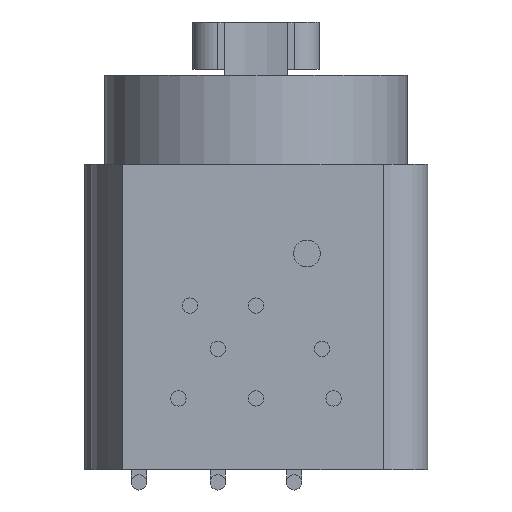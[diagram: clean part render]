
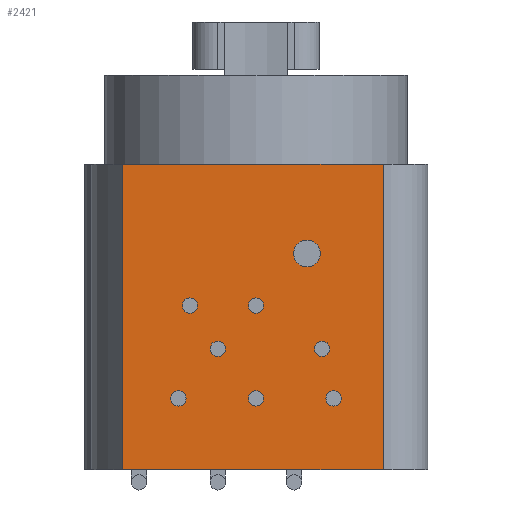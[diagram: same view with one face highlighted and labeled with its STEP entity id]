
A CAD part, front view. The second image highlights one B-rep face of the part: STEP entity #2421.
In plain terms, the highlighted planar face has unit normal (0, -1, 0).
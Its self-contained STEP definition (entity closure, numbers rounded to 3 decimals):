
#116 = CARTESIAN_POINT ( 'NONE',  ( 10., -15., 0. ) ) ;
#212 = CARTESIAN_POINT ( 'NONE',  ( -10.5, -15., 0. ) ) ;
#256 = VECTOR ( 'NONE', #2470, 1000. ) ;
#263 = EDGE_CURVE ( 'NONE', #1143, #1534, #2739, .T. ) ;
#309 = CARTESIAN_POINT ( 'NONE',  ( -10.5, -15., -24. ) ) ;
#348 = AXIS2_PLACEMENT_3D ( 'NONE', #481, #1726, #2496 ) ;
#397 = VECTOR ( 'NONE', #527, 1000. ) ;
#437 = ORIENTED_EDGE ( 'NONE', *, *, #263, .T. ) ;
#458 = CIRCLE ( 'NONE', #348, 1.05 ) ;
#481 = CARTESIAN_POINT ( 'NONE',  ( 4., -15., -7. ) ) ;
#527 = DIRECTION ( 'NONE',  ( 0., 0., -1. ) ) ;
#616 = DIRECTION ( 'NONE',  ( 1., 0., 0. ) ) ;
#659 = AXIS2_PLACEMENT_3D ( 'NONE', #1703, #1447, #2448 ) ;
#725 = CARTESIAN_POINT ( 'NONE',  ( 10., -15., 0. ) ) ;
#735 = CARTESIAN_POINT ( 'NONE',  ( 2.95, -15., -7. ) ) ;
#1043 = CARTESIAN_POINT ( 'NONE',  ( -2.4, -15., -24. ) ) ;
#1046 = FACE_OUTER_BOUND ( 'NONE', #2019, .T. ) ;
#1090 = VERTEX_POINT ( 'NONE', #2772 ) ;
#1143 = VERTEX_POINT ( 'NONE', #309 ) ;
#1153 = CARTESIAN_POINT ( 'NONE',  ( 10., -15., -24. ) ) ;
#1172 = LINE ( 'NONE', #212, #256 ) ;
#1179 = CIRCLE ( 'NONE', #659, 1.05 ) ;
#1241 = EDGE_LOOP ( 'NONE', ( #2886, #1418 ) ) ;
#1272 = EDGE_CURVE ( 'NONE', #2420, #1534, #1281, .T. ) ;
#1273 = CARTESIAN_POINT ( 'NONE',  ( 5.05, -15., -7. ) ) ;
#1281 = LINE ( 'NONE', #725, #397 ) ;
#1293 = DIRECTION ( 'NONE',  ( 0., -1., 0. ) ) ;
#1345 = CARTESIAN_POINT ( 'NONE',  ( -3.6, -15., -25. ) ) ;
#1397 = EDGE_CURVE ( 'NONE', #2911, #2297, #1179, .T. ) ;
#1418 = ORIENTED_EDGE ( 'NONE', *, *, #1397, .F. ) ;
#1447 = DIRECTION ( 'NONE',  ( 0., -1., 0. ) ) ;
#1511 = DIRECTION ( 'NONE',  ( 1., 0., 0. ) ) ;
#1534 = VERTEX_POINT ( 'NONE', #1153 ) ;
#1564 = PLANE ( 'NONE',  #2716 ) ;
#1703 = CARTESIAN_POINT ( 'NONE',  ( 4., -15., -7. ) ) ;
#1726 = DIRECTION ( 'NONE',  ( 0., -1., 0. ) ) ;
#1835 = FACE_BOUND ( 'NONE', #1241, .T. ) ;
#2019 = EDGE_LOOP ( 'NONE', ( #2738, #437, #2236, #3223 ) ) ;
#2232 = EDGE_CURVE ( 'NONE', #2297, #2911, #458, .T. ) ;
#2236 = ORIENTED_EDGE ( 'NONE', *, *, #1272, .F. ) ;
#2297 = VERTEX_POINT ( 'NONE', #1273 ) ;
#2420 = VERTEX_POINT ( 'NONE', #116 ) ;
#2421 = ADVANCED_FACE ( 'NONE', ( #1835, #1046 ), #1564, .T. ) ;
#2448 = DIRECTION ( 'NONE',  ( -1., 0., 0. ) ) ;
#2470 = DIRECTION ( 'NONE',  ( 0., 0., -1. ) ) ;
#2496 = DIRECTION ( 'NONE',  ( 1., 0., 0. ) ) ;
#2564 = DIRECTION ( 'NONE',  ( 0., 0., -1. ) ) ;
#2650 = CARTESIAN_POINT ( 'NONE',  ( -10.5, -15., 0. ) ) ;
#2716 = AXIS2_PLACEMENT_3D ( 'NONE', #1345, #1293, #2564 ) ;
#2738 = ORIENTED_EDGE ( 'NONE', *, *, #2823, .T. ) ;
#2739 = LINE ( 'NONE', #1043, #3157 ) ;
#2772 = CARTESIAN_POINT ( 'NONE',  ( -10.5, -15., 0. ) ) ;
#2823 = EDGE_CURVE ( 'NONE', #1090, #1143, #1172, .T. ) ;
#2861 = LINE ( 'NONE', #2650, #3167 ) ;
#2886 = ORIENTED_EDGE ( 'NONE', *, *, #2232, .F. ) ;
#2911 = VERTEX_POINT ( 'NONE', #735 ) ;
#3134 = EDGE_CURVE ( 'NONE', #1090, #2420, #2861, .T. ) ;
#3157 = VECTOR ( 'NONE', #1511, 1000. ) ;
#3167 = VECTOR ( 'NONE', #616, 1000. ) ;
#3223 = ORIENTED_EDGE ( 'NONE', *, *, #3134, .F. ) ;
